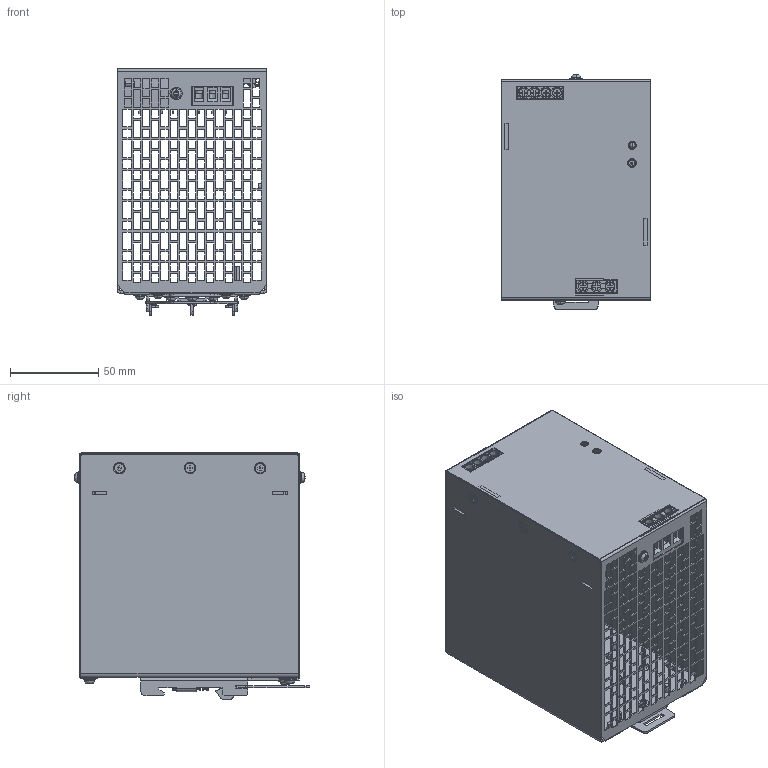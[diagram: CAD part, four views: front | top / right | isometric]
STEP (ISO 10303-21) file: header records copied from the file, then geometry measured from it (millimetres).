
FILE_DESCRIPTION((''),'2;1');
FILE_NAME('IPD24480-NLD_1130_ASM','2022-02-18T17:07:34',('Administrator'),(''),'CREO PARAMETRIC BY PTC INC, 2017260','CREO PARAMETRIC BY PTC INC, 2017260','');
FILE_SCHEMA(('AUTOMOTIVE_DESIGN { 1 0 10303 214 1 1 1 1 }'));
Products named in the file (44): NLD-480_UXINGKE; ES-M3-ZC; NLD-480_UXINGKE_ASM; NLD-480_WANG_KONG_MIAN_GAI; OPEN_CASCADE_STEP_M3_ASM; BOARDIPD24480-NLD-M3_ASM; NPTH1_3-7_5X5_8X6; LED300IPD24480-NLD-M2-M3-C2_ASM; RP3-5X2_5-6_5X5X7_1A; RP10IPD24480-NLD-M2-M3-C2_ASM; LEDC2-2_54-3-L_1; LEDC2-2_54-3-L_2; LEDC2-2_54-3-L_3; LEDC2-2_54-3-L_ASM; LED301IPD24480-NLD-M2-M3-C2_ASM; PCB_M3_ASM; GB13806-92-B_M3X14; IPD24480-NLD-M3_ASM; OPEN_CASCADE_STEP_TRANSLA-33654; OPEN_CASCADE_STEP_TRANSLA-37287; OPEN_CASCADE_STEP_TRANSLA-37800; OPEN_CASCADE_STEP_TRANSLA-38313; OPEN_CASCADE_STEP_TRANSLA-38826; R30042693_ASM; CN5IPD24480-NLD-M1_ASM; OPEN_CASCADE_STEP_TRANSLA-39397; OPEN_CASCADE_STEP_TRANSLA-42301; OPEN_CASCADE_STEP_TRANSLA-42814; OPEN_CASCADE_STEP_TRANSLA-43327; R30042444_ASM; CN1IPD24480-NLD-M1_ASM; PCB_M1_ASM; IPD24480-NLD-M1_ASM; PCB_P1_ASM; IPD24480-NLD_PCB_1130_ASM; GB9074_1-88_M3X6; GB13806-92-B_M3X10; GB13806-92-B_M3X5; MIAN_MO; KA_ZUO ...
Assembly tree (67 placements, depth 7):
  IPD24480-NLD_1130_ASM
    NLD-480_UXINGKE_ASM
      NLD-480_UXINGKE
      ES-M3-ZC  x3
    NLD-480_WANG_KONG_MIAN_GAI
    IPD24480-NLD_PCB_1130_ASM
      IPD24480-NLD-M3_ASM
        PCB_M3_ASM
          BOARDIPD24480-NLD-M3_ASM
            OPEN_CASCADE_STEP_M3_ASM
          LED300IPD24480-NLD-M2-M3-C2_ASM
            NPTH1_3-7_5X5_8X6
          RP10IPD24480-NLD-M2-M3-C2_ASM
            RP3-5X2_5-6_5X5X7_1A
          LED301IPD24480-NLD-M2-M3-C2_ASM
            LEDC2-2_54-3-L_ASM
              LEDC2-2_54-3-L_1
              LEDC2-2_54-3-L_2
              LEDC2-2_54-3-L_3
        GB13806-92-B_M3X14
      IPD24480-NLD-M1_ASM
        PCB_M1_ASM
          CN5IPD24480-NLD-M1_ASM
            R30042693_ASM
              OPEN_CASCADE_STEP_TRANSLA-33654
              OPEN_CASCADE_STEP_TRANSLA-37287
              OPEN_CASCADE_STEP_TRANSLA-37800
              OPEN_CASCADE_STEP_TRANSLA-38313
              OPEN_CASCADE_STEP_TRANSLA-38826
          CN1IPD24480-NLD-M1_ASM
            R30042444_ASM
              OPEN_CASCADE_STEP_TRANSLA-39397
              OPEN_CASCADE_STEP_TRANSLA-42301
              OPEN_CASCADE_STEP_TRANSLA-42814
              OPEN_CASCADE_STEP_TRANSLA-43327
      PCB_P1_ASM
    GB9074_1-88_M3X6  x11
    GB13806-92-B_M3X10
    GB13806-92-B_M3X5  x13
    MIAN_MO
    GUI_DAO_KA-3_ASM
      KA_ZUO
      HUA_BAN
      R29120473
Bounding box: 85 x 133.43 x 139.9 mm (x, y, z)
Volume: 98160.6 mm3; surface area: 181865.9 mm2
Topology: 51 solids, 53 shells, 3477 faces, 9554 edges, 6247 vertices
Faces by surface type: plane 2933, cylinder 386, cone 84, bspline 36, sphere 24, torus 14
Entity records: 110769 total; most frequent: CARTESIAN_POINT 20756, ORIENTED_EDGE 16024, DIRECTION 14624, EDGE_CURVE 8016, VECTOR 7304, LINE 7304, VERTEX_POINT 5259, EDGE_LOOP 3771
